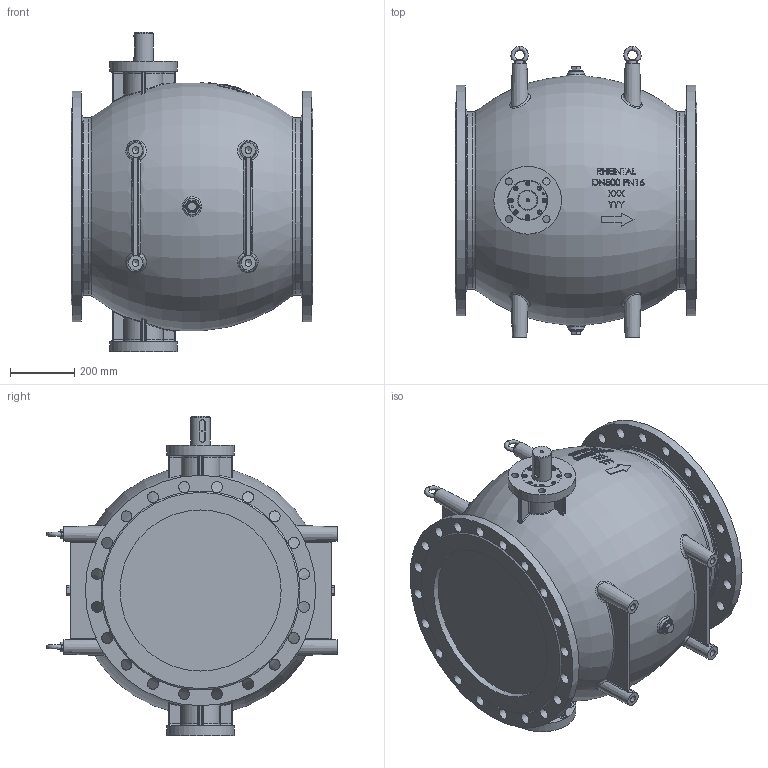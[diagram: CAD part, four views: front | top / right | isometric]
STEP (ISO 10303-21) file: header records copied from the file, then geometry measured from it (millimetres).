
FILE_DESCRIPTION (( 'STEP AP214' ), '1' );
FILE_NAME ('DN 500 PN16 ASSY PLUNGER.STEP', '2026-04-04T06:20:59', ( '' ), ( '' ), 'SwSTEP 2.0', 'SolidWorks 2025', '' );
FILE_SCHEMA (( 'AUTOMOTIVE_DESIGN' ));
Length unit declared in the file: millimetre
Products named in the file (8): B18.3.1M - 8 x 1.25 x 16 Hex SHCS -- 16NHX_B18.3.1M - 8 x 1.25 x 16 Hex SHCS -- 16NHX; Stem; BODY DN 500 PN 16 FINAL_03_machined; NDE cover; Gland; DN 500 PN16 ASSY PLUNGER; Eyebolt DIN 358-M12-C_Eyebolt DIN 358-M12-C; 8 DN 200 Drin Plug
Assembly tree (26 placements, depth 2):
  DN 500 PN16 ASSY PLUNGER
    BODY DN 500 PN 16 FINAL_03_machined
    Stem
    Gland
    NDE cover
    Eyebolt DIN 358-M12-C_Eyebolt DIN 358-M12-C  x4
    8 DN 200 Drin Plug  x2
    B18.3.1M - 8 x 1.25 x 16 Hex SHCS -- 16NHX_B18.3.1M - 8 x 1.25 x 16 Hex SHCS -- 16NHX  x16
Bounding box: 750 x 902.99 x 990 mm (x, y, z)
Volume: 282518647.4 mm3; surface area: 3826260.4 mm2
Topology: 26 solids, 26 shells, 1366 faces, 3325 edges, 2049 vertices
Faces by surface type: plane 622, cylinder 269, bspline 196, torus 136, cone 133, sphere 10
Full cylindrical faces by diameter (mm): 5 x2, 6.8 x20, 8 x16, 8.5 x2, 9 x16, 9.4 x4, 10 x2, 12 x4, 13 x16, 14 x16, 21 x8, 22 x8, 23.012 x2, 30 x6, 32 x2, 33 x2, 34 x40, 35 x8, 39 x2, 60 x1, 60.1 x3, 64.7 x2, 65 x1, 75 x2, 77 x2, 85.3 x4, 85.5 x2, 122 x2, 124 x2, 210 x2
Entity records: 48443 total; most frequent: CARTESIAN_POINT 28257, ORIENTED_EDGE 4036, DIRECTION 3700, EDGE_CURVE 2018, AXIS2_PLACEMENT_3D 1634, EDGE_LOOP 1419, VERTEX_POINT 1389, FACE_OUTER_BOUND 1161
